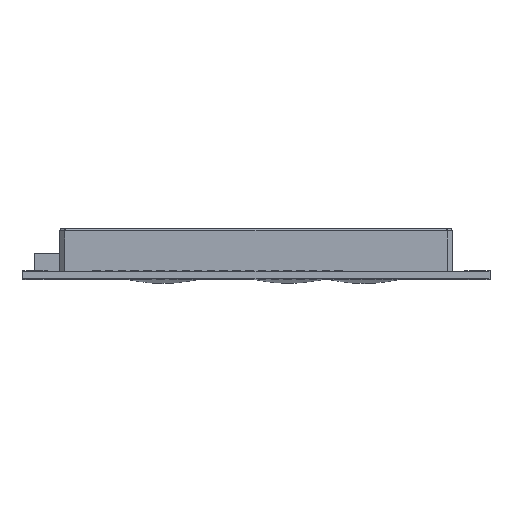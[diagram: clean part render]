
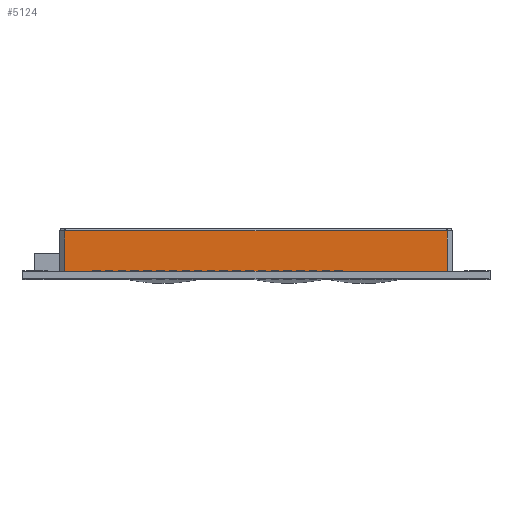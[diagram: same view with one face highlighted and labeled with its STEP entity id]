
A CAD part, top view. The second image highlights one B-rep face of the part: STEP entity #5124.
In plain terms, the highlighted planar face has unit normal (0, 0, 1).
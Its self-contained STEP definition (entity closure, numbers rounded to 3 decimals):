
#414=FACE_OUTER_BOUND('',#721,.T.);
#721=EDGE_LOOP('',(#3532,#3533,#3534,#3535));
#1119=LINE('',#7522,#1667);
#1145=LINE('',#7590,#1693);
#1146=LINE('',#7593,#1694);
#1147=LINE('',#7594,#1695);
#1667=VECTOR('',#5998,10.);
#1693=VECTOR('',#6062,10.);
#1694=VECTOR('',#6065,10.);
#1695=VECTOR('',#6066,10.);
#2211=VERTEX_POINT('',#7514);
#2213=VERTEX_POINT('',#7520);
#2236=VERTEX_POINT('',#7588);
#2237=VERTEX_POINT('',#7592);
#2706=EDGE_CURVE('',#2213,#2211,#1119,.T.);
#2740=EDGE_CURVE('',#2236,#2213,#1145,.T.);
#2741=EDGE_CURVE('',#2237,#2236,#1146,.T.);
#2742=EDGE_CURVE('',#2211,#2237,#1147,.T.);
#3532=ORIENTED_EDGE('',*,*,#2706,.F.);
#3533=ORIENTED_EDGE('',*,*,#2740,.F.);
#3534=ORIENTED_EDGE('',*,*,#2741,.F.);
#3535=ORIENTED_EDGE('',*,*,#2742,.F.);
#4872=PLANE('',#5464);
#5124=ADVANCED_FACE('',(#414),#4872,.T.);
#5464=AXIS2_PLACEMENT_3D('',#7591,#6063,#6064);
#5998=DIRECTION('',(1.,0.,0.));
#6062=DIRECTION('',(0.,1.,0.));
#6063=DIRECTION('center_axis',(0.,0.,1.));
#6064=DIRECTION('ref_axis',(1.,0.,0.));
#6065=DIRECTION('',(-1.,0.,0.));
#6066=DIRECTION('',(0.,-1.,0.));
#7514=CARTESIAN_POINT('',(38.,8.,25.5));
#7520=CARTESIAN_POINT('',(-38.,8.,25.5));
#7522=CARTESIAN_POINT('',(-19.5,8.,25.5));
#7588=CARTESIAN_POINT('',(-38.,0.,25.5));
#7590=CARTESIAN_POINT('',(-38.,0.,25.5));
#7591=CARTESIAN_POINT('Origin',(-39.,0.,25.5));
#7592=CARTESIAN_POINT('',(38.,0.,25.5));
#7593=CARTESIAN_POINT('',(-19.5,0.,25.5));
#7594=CARTESIAN_POINT('',(38.,0.,25.5));
